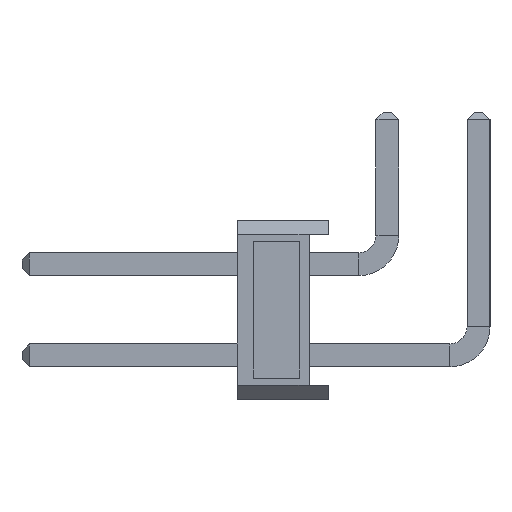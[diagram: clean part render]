
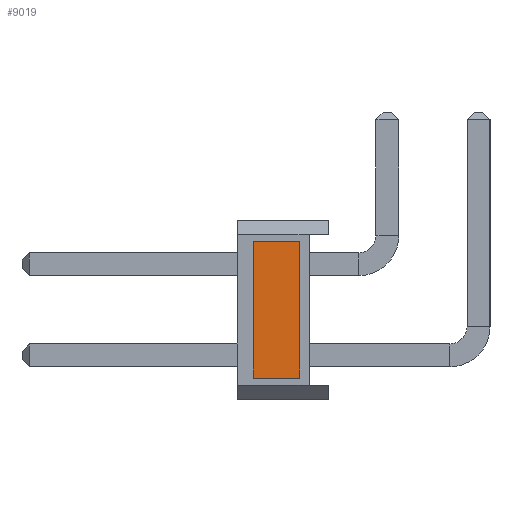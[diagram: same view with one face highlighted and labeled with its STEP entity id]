
A CAD part, left-side view. The second image highlights one B-rep face of the part: STEP entity #9019.
In plain terms, the highlighted planar face has unit normal (-1, 0, 0).
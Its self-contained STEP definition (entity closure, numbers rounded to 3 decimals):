
#2026 = FACE_OUTER_BOUND ( 'NONE', #10575, .T. ) ;
#2069 = VECTOR ( 'NONE', #7893, 1000. ) ;
#2875 = PLANE ( 'NONE',  #16310 ) ;
#2921 = ORIENTED_EDGE ( 'NONE', *, *, #13188, .F. ) ;
#3311 = ORIENTED_EDGE ( 'NONE', *, *, #18898, .T. ) ;
#3628 = ORIENTED_EDGE ( 'NONE', *, *, #24046, .F. ) ;
#3758 = DIRECTION ( 'NONE',  ( 0., 0., 1. ) ) ;
#5311 = DIRECTION ( 'NONE',  ( 0., -1., 0. ) ) ;
#6942 = VECTOR ( 'NONE', #3758, 1000. ) ;
#7120 = CARTESIAN_POINT ( 'NONE',  ( -1.27, 2.1, 0. ) ) ;
#7802 = CARTESIAN_POINT ( 'NONE',  ( -1.27, 2.1, 0. ) ) ;
#7860 = DIRECTION ( 'NONE',  ( 0., -1., 0. ) ) ;
#7893 = DIRECTION ( 'NONE',  ( 0., 0., 1. ) ) ;
#9019 = ADVANCED_FACE ( 'NONE', ( #2026 ), #2875, .F. ) ;
#10575 = EDGE_LOOP ( 'NONE', ( #18156, #3628, #2921, #3311 ) ) ;
#11974 = VERTEX_POINT ( 'NONE', #15449 ) ;
#11994 = CARTESIAN_POINT ( 'NONE',  ( -1.27, 2.1, 1.9 ) ) ;
#12274 = VECTOR ( 'NONE', #7860, 1000. ) ;
#12348 = LINE ( 'NONE', #7802, #2069 ) ;
#12676 = VERTEX_POINT ( 'NONE', #27837 ) ;
#13188 = EDGE_CURVE ( 'NONE', #11974, #15919, #12348, .T. ) ;
#15449 = CARTESIAN_POINT ( 'NONE',  ( -1.27, 2.1, -1.9 ) ) ;
#15511 = LINE ( 'NONE', #16774, #6942 ) ;
#15919 = VERTEX_POINT ( 'NONE', #20870 ) ;
#16310 = AXIS2_PLACEMENT_3D ( 'NONE', #7120, #26742, #20431 ) ;
#16466 = CARTESIAN_POINT ( 'NONE',  ( -1.27, 2.1, -1.9 ) ) ;
#16774 = CARTESIAN_POINT ( 'NONE',  ( -1.27, 0.8, 0. ) ) ;
#17759 = LINE ( 'NONE', #16466, #12274 ) ;
#18156 = ORIENTED_EDGE ( 'NONE', *, *, #22906, .T. ) ;
#18898 = EDGE_CURVE ( 'NONE', #11974, #12676, #17759, .T. ) ;
#19469 = VERTEX_POINT ( 'NONE', #20651 ) ;
#20168 = LINE ( 'NONE', #11994, #24599 ) ;
#20431 = DIRECTION ( 'NONE',  ( 0., 0., -1. ) ) ;
#20651 = CARTESIAN_POINT ( 'NONE',  ( -1.27, 0.8, 1.9 ) ) ;
#20870 = CARTESIAN_POINT ( 'NONE',  ( -1.27, 2.1, 1.9 ) ) ;
#22906 = EDGE_CURVE ( 'NONE', #12676, #19469, #15511, .T. ) ;
#24046 = EDGE_CURVE ( 'NONE', #15919, #19469, #20168, .T. ) ;
#24599 = VECTOR ( 'NONE', #5311, 1000. ) ;
#26742 = DIRECTION ( 'NONE',  ( 1., 0., 0. ) ) ;
#27837 = CARTESIAN_POINT ( 'NONE',  ( -1.27, 0.8, -1.9 ) ) ;
